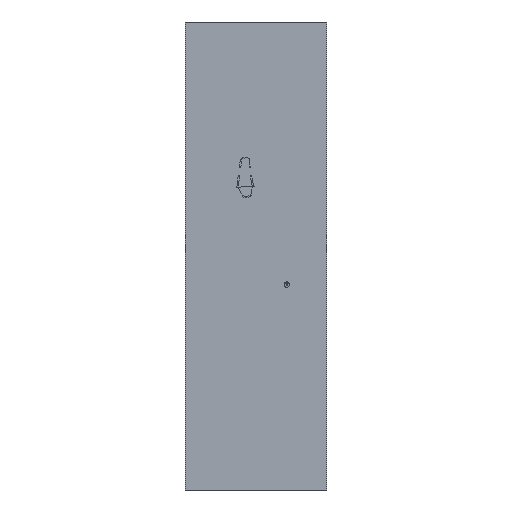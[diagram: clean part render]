
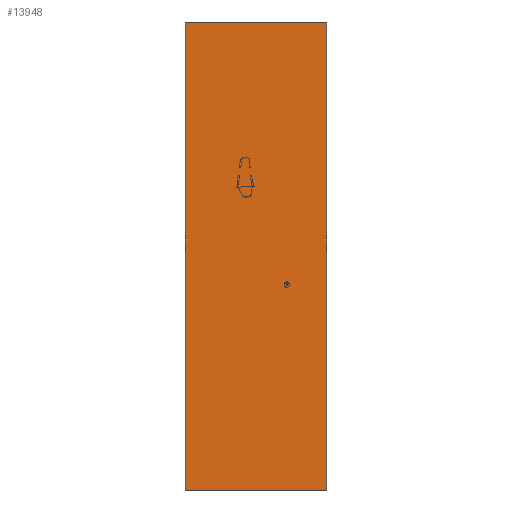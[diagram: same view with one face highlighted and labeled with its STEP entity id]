
A CAD part, front view. The second image highlights one B-rep face of the part: STEP entity #13948.
In plain terms, the highlighted free-form (B-spline) face has degree [1, 1] with [2, 2] control points.
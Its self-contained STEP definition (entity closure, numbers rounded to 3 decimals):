
#13838 = VERTEX_POINT('',#13839);
#13839 = CARTESIAN_POINT('',(442.374,-544.534,
    884.749));
#13844 = EDGE_CURVE('',#13845,#13838,#13847,.T.);
#13845 = VERTEX_POINT('',#13846);
#13846 = CARTESIAN_POINT('',(1548.311,-544.534,
    884.749));
#13847 = B_SPLINE_CURVE_WITH_KNOTS('',1,(#13848,#13849),.UNSPECIFIED.,
  .F.,.F.,(2,2),(-1000.,0.),.PIECEWISE_BEZIER_KNOTS.);
#13848 = CARTESIAN_POINT('',(1548.311,-544.534,
    884.749));
#13849 = CARTESIAN_POINT('',(442.374,-544.534,
    884.749));
#13872 = EDGE_CURVE('',#13873,#13845,#13875,.T.);
#13873 = VERTEX_POINT('',#13874);
#13874 = CARTESIAN_POINT('',(1548.311,-544.534,
    -2764.84));
#13875 = B_SPLINE_CURVE_WITH_KNOTS('',1,(#13876,#13877),.UNSPECIFIED.,
  .F.,.F.,(2,2),(-3300.,0.),.PIECEWISE_BEZIER_KNOTS.);
#13876 = CARTESIAN_POINT('',(1548.311,-544.534,
    -2764.84));
#13877 = CARTESIAN_POINT('',(1548.311,-544.534,
    884.749));
#13900 = EDGE_CURVE('',#13901,#13873,#13903,.T.);
#13901 = VERTEX_POINT('',#13902);
#13902 = CARTESIAN_POINT('',(442.374,-544.534,
    -2764.84));
#13903 = B_SPLINE_CURVE_WITH_KNOTS('',1,(#13904,#13905),.UNSPECIFIED.,
  .F.,.F.,(2,2),(-1000.,0.),.PIECEWISE_BEZIER_KNOTS.);
#13904 = CARTESIAN_POINT('',(442.374,-544.534,
    -2764.84));
#13905 = CARTESIAN_POINT('',(1548.311,-544.534,
    -2764.84));
#13926 = EDGE_CURVE('',#13838,#13901,#13927,.T.);
#13927 = B_SPLINE_CURVE_WITH_KNOTS('',1,(#13928,#13929),.UNSPECIFIED.,
  .F.,.F.,(2,2),(-3300.,0.),.PIECEWISE_BEZIER_KNOTS.);
#13928 = CARTESIAN_POINT('',(442.374,-544.534,
    884.749));
#13929 = CARTESIAN_POINT('',(442.374,-544.534,
    -2764.84));
#13948 = ADVANCED_FACE('',(#13949),#13955,.T.);
#13949 = FACE_BOUND('',#13950,.T.);
#13950 = EDGE_LOOP('',(#13951,#13952,#13953,#13954));
#13951 = ORIENTED_EDGE('',*,*,#13926,.T.);
#13952 = ORIENTED_EDGE('',*,*,#13900,.T.);
#13953 = ORIENTED_EDGE('',*,*,#13872,.T.);
#13954 = ORIENTED_EDGE('',*,*,#13844,.T.);
#13955 = B_SPLINE_SURFACE_WITH_KNOTS('',1,1,(
    (#13956,#13957)
    ,(#13958,#13959
    )),.UNSPECIFIED.,.F.,.F.,.F.,(2,2),(2,2),(-1650.,1650.),(-500.
    ,500.),.PIECEWISE_BEZIER_KNOTS.);
#13956 = CARTESIAN_POINT('',(442.374,-544.534,
    884.749));
#13957 = CARTESIAN_POINT('',(1548.311,-544.534,
    884.749));
#13958 = CARTESIAN_POINT('',(442.374,-544.534,
    -2764.84));
#13959 = CARTESIAN_POINT('',(1548.311,-544.534,
    -2764.84));
